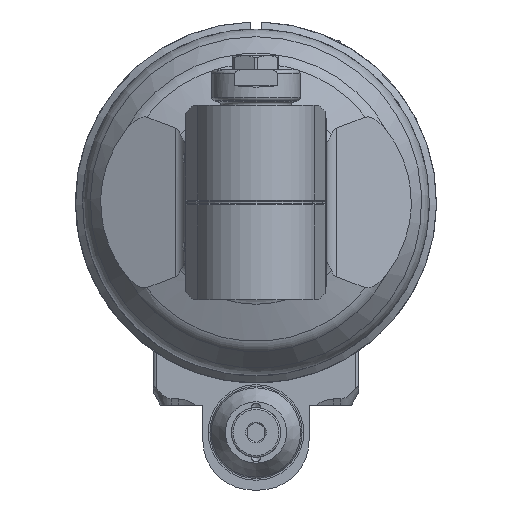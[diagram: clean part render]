
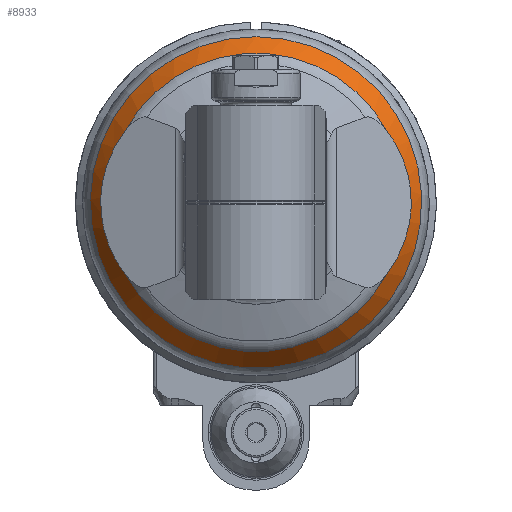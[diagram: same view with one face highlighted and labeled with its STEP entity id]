
A CAD part, front view. The second image highlights one B-rep face of the part: STEP entity #8933.
In plain terms, the highlighted conical face has half-angle 35 degrees and reference radius 44.489 mm.
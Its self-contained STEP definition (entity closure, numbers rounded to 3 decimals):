
#59=ELLIPSE('',#9790,37.215,33.816);
#62=ELLIPSE('',#9798,37.215,33.816);
#1986=CONICAL_SURFACE('',#9803,44.489,35.);
#2150=FACE_BOUND('',#3307,.T.);
#2620=FACE_OUTER_BOUND('',#3306,.T.);
#3306=EDGE_LOOP('',(#7815));
#3307=EDGE_LOOP('',(#7816,#7817,#7818,#7819));
#3815=CIRCLE('',#9788,42.148);
#3818=CIRCLE('',#9802,42.148);
#3819=CIRCLE('',#9804,46.83);
#4584=VERTEX_POINT('',#45521);
#4585=VERTEX_POINT('',#45534);
#4586=VERTEX_POINT('',#45549);
#4593=VERTEX_POINT('',#45618);
#4594=VERTEX_POINT('',#45637);
#5700=EDGE_CURVE('',#4584,#4585,#3815,.T.);
#5702=EDGE_CURVE('',#4585,#4586,#59,.T.);
#5714=EDGE_CURVE('',#4593,#4584,#62,.T.);
#5716=EDGE_CURVE('',#4586,#4593,#3818,.T.);
#5717=EDGE_CURVE('',#4594,#4594,#3819,.T.);
#7815=ORIENTED_EDGE('',*,*,#5717,.F.);
#7816=ORIENTED_EDGE('',*,*,#5716,.F.);
#7817=ORIENTED_EDGE('',*,*,#5702,.F.);
#7818=ORIENTED_EDGE('',*,*,#5700,.F.);
#7819=ORIENTED_EDGE('',*,*,#5714,.F.);
#8933=ADVANCED_FACE('',(#2620,#2150),#1986,.T.);
#9788=AXIS2_PLACEMENT_3D('',#45535,#11869,#11870);
#9790=AXIS2_PLACEMENT_3D('',#45550,#11873,#11874);
#9798=AXIS2_PLACEMENT_3D('',#45631,#11891,#11892);
#9802=AXIS2_PLACEMENT_3D('',#45635,#11899,#11900);
#9803=AXIS2_PLACEMENT_3D('',#45636,#11901,#11902);
#9804=AXIS2_PLACEMENT_3D('',#45638,#11903,#11904);
#11869=DIRECTION('center_axis',(1.,0.,0.));
#11870=DIRECTION('ref_axis',(0.,1.,0.));
#11873=DIRECTION('center_axis',(0.94,0.,0.342));
#11874=DIRECTION('ref_axis',(-0.342,0.,0.94));
#11891=DIRECTION('center_axis',(0.94,0.,-0.342));
#11892=DIRECTION('ref_axis',(0.342,0.,0.94));
#11899=DIRECTION('center_axis',(1.,0.,0.));
#11900=DIRECTION('ref_axis',(0.,-0.476,0.88));
#11901=DIRECTION('center_axis',(-1.,0.,0.));
#11902=DIRECTION('ref_axis',(0.,1.,0.));
#11903=DIRECTION('center_axis',(-1.,0.,0.));
#11904=DIRECTION('ref_axis',(0.,1.,0.));
#45521=CARTESIAN_POINT('',(57.786,20.051,-37.073));
#45534=CARTESIAN_POINT('',(57.786,20.051,37.073));
#45535=CARTESIAN_POINT('Origin',(57.786,0.,0.));
#45549=CARTESIAN_POINT('',(57.786,-20.051,37.073));
#45550=CARTESIAN_POINT('Origin',(68.036,0.,8.913));
#45618=CARTESIAN_POINT('',(57.786,-20.051,-37.073));
#45631=CARTESIAN_POINT('Origin',(68.036,0.,
-8.913));
#45635=CARTESIAN_POINT('Origin',(57.786,0.,0.));
#45636=CARTESIAN_POINT('Origin',(54.443,0.,0.));
#45637=CARTESIAN_POINT('',(51.099,-46.83,0.));
#45638=CARTESIAN_POINT('Origin',(51.099,0.,0.));
